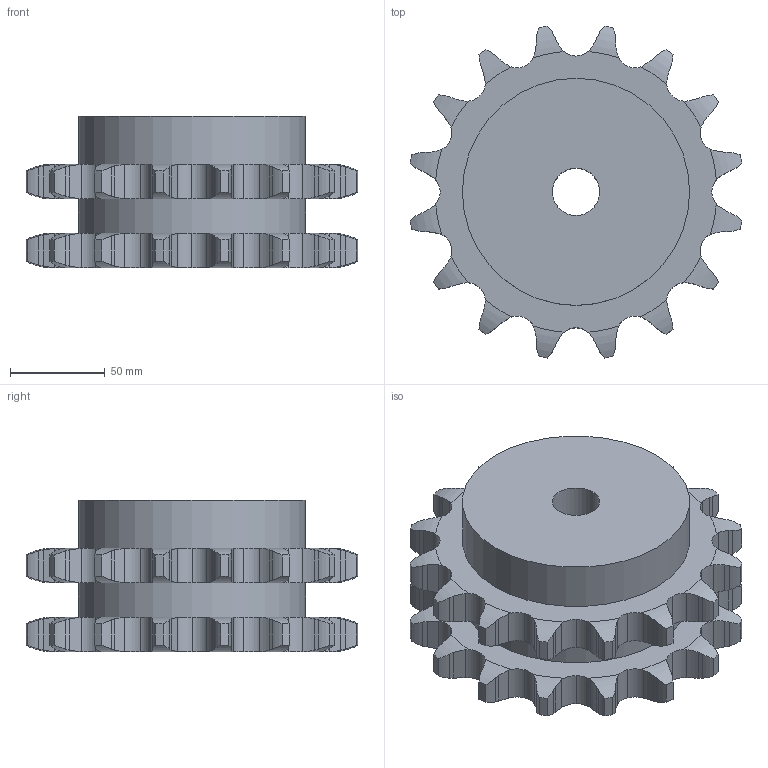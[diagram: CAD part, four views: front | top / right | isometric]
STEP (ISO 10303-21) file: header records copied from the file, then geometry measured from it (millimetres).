
FILE_DESCRIPTION(('FreeCAD Model'),'2;1');
FILE_NAME('Open CASCADE Shape Model','2021-08-22T09:50:53',('FreeCAD'),( 'FreeCAD'),'Open CASCADE STEP processor 7.4','FreeCAD','Unknown');
FILE_SCHEMA(('AUTOMOTIVE_DESIGN { 1 0 10303 214 1 1 1 1 }'));
Length unit declared in the file: millimetre
Products named in the file (1): Open CASCADE STEP translator 7.4 44
Bounding box: 175.29 x 175.29 x 80 mm (x, y, z)
Volume: 1153638.1 mm3; surface area: 103405.1 mm2
Topology: 1 solids, 1 shells, 361 faces, 1066 edges, 711 vertices
Faces by surface type: cylinder 227, plane 70, torus 64
Full cylindrical faces by diameter (mm): 25 x1, 120 x2
Entity records: 33069 total; most frequent: CARTESIAN_POINT 14927, DIRECTION 2503, ORIENTED_EDGE 2132, PCURVE 2132, DEFINITIONAL_REPRESENTATION 2132, B_SPLINE_CURVE_WITH_KNOTS 1536, LINE 1199, VECTOR 1199
